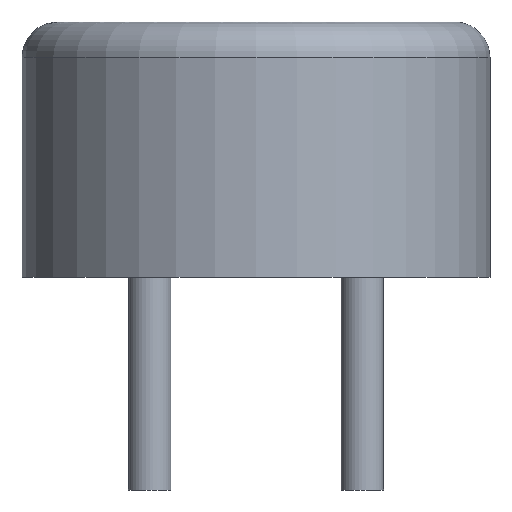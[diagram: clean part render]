
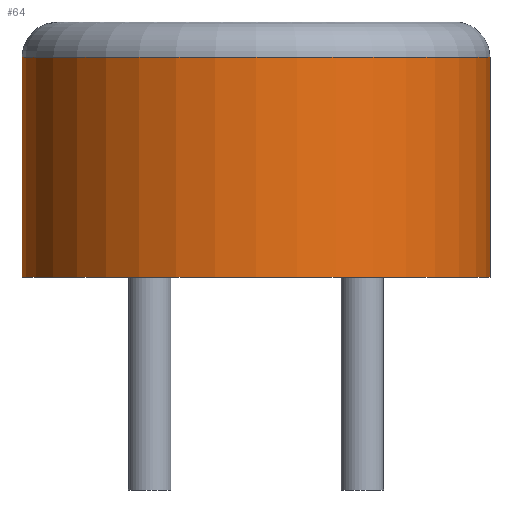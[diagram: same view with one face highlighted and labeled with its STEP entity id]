
A CAD part, front view. The second image highlights one B-rep face of the part: STEP entity #64.
In plain terms, the highlighted cylindrical face has radius 3.3 mm (diameter 6.6 mm), a full revolution.
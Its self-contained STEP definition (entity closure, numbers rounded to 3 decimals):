
#64=ADVANCED_FACE('',(#269,#271),#273,.T.);
#269=FACE_OUTER_BOUND('',#270,.T.);
#270=EDGE_LOOP('',(#1292));
#271=FACE_OUTER_BOUND('',#272,.T.);
#272=EDGE_LOOP('',(#1293));
#273=CYLINDRICAL_SURFACE('',#274,3.3);
#274=AXIS2_PLACEMENT_3D('',#275,#276,#277);
#275=CARTESIAN_POINT('',(0.,0.,0.));
#276=DIRECTION('',(0.,0.,1.));
#277=DIRECTION('',(1.,0.,0.));
#1292=ORIENTED_EDGE('',*,*,#2130,.F.);
#1293=ORIENTED_EDGE('',*,*,#2125,.T.);
#2125=EDGE_CURVE('',#2545,#2545,#2546,.T.);
#2130=EDGE_CURVE('',#2555,#2555,#2556,.T.);
#2545=VERTEX_POINT('',#3248);
#2546=CIRCLE('',#3249,3.3);
#2555=VERTEX_POINT('',#3273);
#2556=CIRCLE('',#3274,3.3);
#3248=CARTESIAN_POINT('',(3.3,0.,0.));
#3249=AXIS2_PLACEMENT_3D('',#3250,#3251,#3252);
#3250=CARTESIAN_POINT('',(0.,0.,0.));
#3251=DIRECTION('',(0.,0.,1.));
#3252=DIRECTION('',(1.,0.,0.));
#3273=CARTESIAN_POINT('',(3.3,0.,3.1));
#3274=AXIS2_PLACEMENT_3D('',#3275,#3276,#3277);
#3275=CARTESIAN_POINT('',(0.,0.,3.1));
#3276=DIRECTION('',(0.,0.,1.));
#3277=DIRECTION('',(1.,0.,0.));
